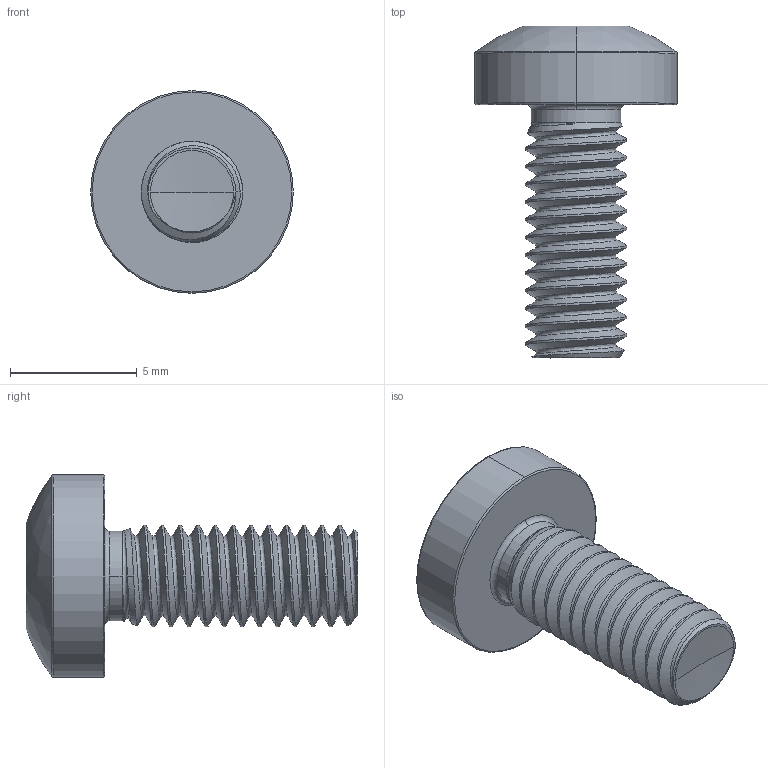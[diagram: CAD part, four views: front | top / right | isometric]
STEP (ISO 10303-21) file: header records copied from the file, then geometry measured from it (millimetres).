
FILE_DESCRIPTION (( 'STEP AP203' ), '1' );
FILE_NAME ('STM390400100.STEP', '2020-12-23T16:07:45', ( '' ), ( '' ), 'SwSTEP 2.0', 'SolidWorks 2015', '' );
FILE_SCHEMA (( 'CONFIG_CONTROL_DESIGN' ));
Length unit declared in the file: millimetre
Products named in the file (2): STM390400100
Bounding box: 8 x 13.1 x 8 mm (x, y, z)
Volume: 218.4 mm3; surface area: 357.8 mm2
Topology: 1 solids, 1 shells, 97 faces, 251 edges, 156 vertices
Faces by surface type: cylinder 48, bspline 18, torus 13, cone 11, sphere 4, plane 3
Entity records: 16253 total; most frequent: CARTESIAN_POINT 14068, ORIENTED_EDGE 498, DIRECTION 349, EDGE_CURVE 249, VERTEX_POINT 156, AXIS2_PLACEMENT_3D 146, EDGE_LOOP 99, FACE_OUTER_BOUND 97
